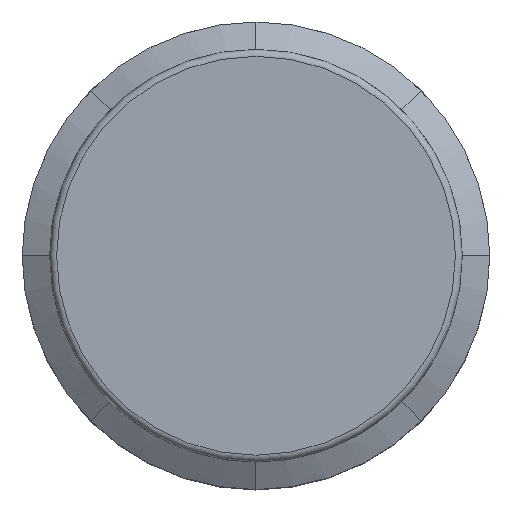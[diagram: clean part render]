
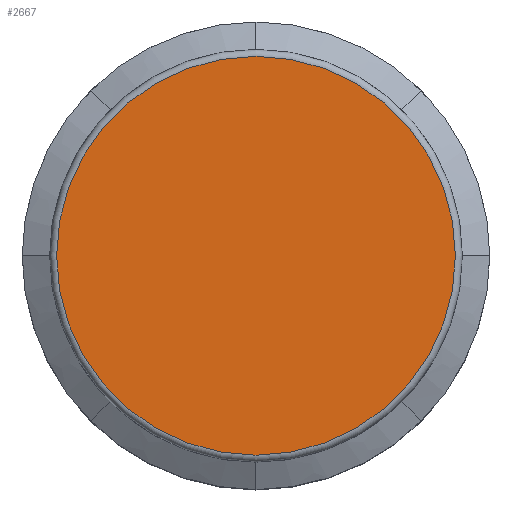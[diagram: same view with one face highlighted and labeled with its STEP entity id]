
A CAD part, top view. The second image highlights one B-rep face of the part: STEP entity #2667.
In plain terms, the highlighted planar face has unit normal (0, 0, 1).
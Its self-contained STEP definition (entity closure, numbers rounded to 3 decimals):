
#275=PLANE('',#2938);
#715=FACE_OUTER_BOUND('',#981,.T.);
#981=EDGE_LOOP('',(#1843));
#1246=CIRCLE('',#2934,7.25);
#1255=VERTEX_POINT('',#3017);
#1410=EDGE_CURVE('',#1255,#1255,#1246,.T.);
#1843=ORIENTED_EDGE('',*,*,#1410,.F.);
#2667=ADVANCED_FACE('',(#715),#275,.T.);
#2934=AXIS2_PLACEMENT_3D('',#3018,#2956,#2957);
#2938=AXIS2_PLACEMENT_3D('',#3064,#2965,#2966);
#2956=DIRECTION('center_axis',(0.,0.,
-1.));
#2957=DIRECTION('ref_axis',(-1.,0.,0.));
#2965=DIRECTION('center_axis',(0.,0.,
1.));
#2966=DIRECTION('ref_axis',(1.,0.,0.));
#3017=CARTESIAN_POINT('',(2.838,-7.924,33.25));
#3018=CARTESIAN_POINT('Origin',(10.088,-7.924,33.25));
#3064=CARTESIAN_POINT('Origin',(10.088,-7.924,33.25));
